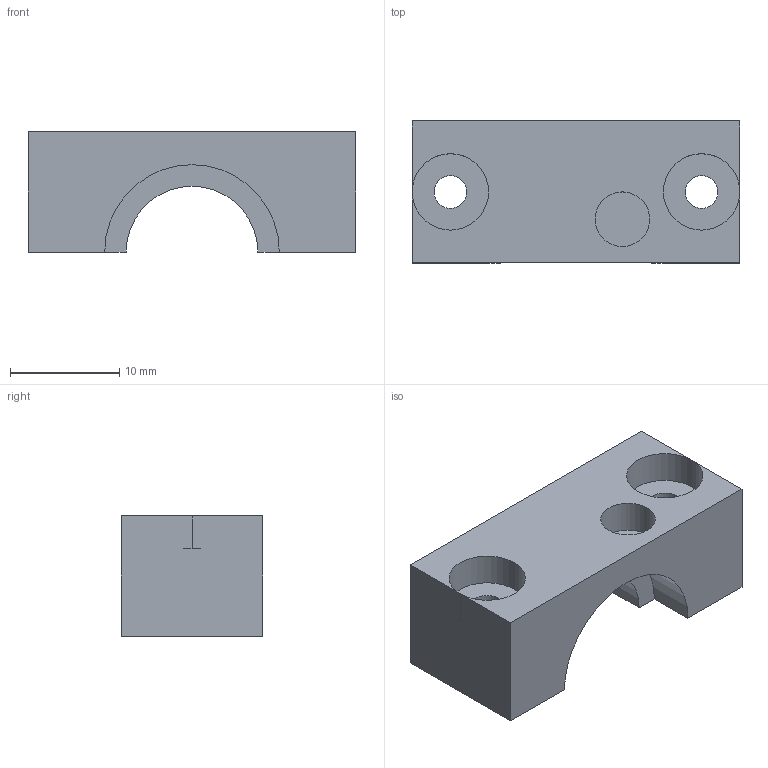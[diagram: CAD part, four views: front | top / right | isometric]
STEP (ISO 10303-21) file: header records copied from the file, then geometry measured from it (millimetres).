
FILE_DESCRIPTION(('FreeCAD Model'),'2;1');
FILE_NAME('Open CASCADE Shape Model','2023-11-04T16:04:26',(''),(''), 'Open CASCADE STEP processor 7.6','FreeCAD','Unknown');
FILE_SCHEMA(('AUTOMOTIVE_DESIGN { 1 0 10303 214 1 1 1 1 }'));
Length unit declared in the file: millimetre
Products named in the file (1): v6-holder
Bounding box: 30 x 13 x 11 mm (x, y, z)
Volume: 2853.7 mm3; surface area: 2017.9 mm2
Topology: 1 solids, 1 shells, 21 faces, 50 edges, 32 vertices
Faces by surface type: plane 12, cylinder 9
Full cylindrical faces by diameter (mm): 3 x2, 5 x1, 7 x1
Entity records: 644 total; most frequent: DIRECTION 112, CARTESIAN_POINT 104, ORIENTED_EDGE 100, EDGE_CURVE 50, AXIS2_PLACEMENT_3D 40, VERTEX_POINT 32, LINE 32, VECTOR 32
